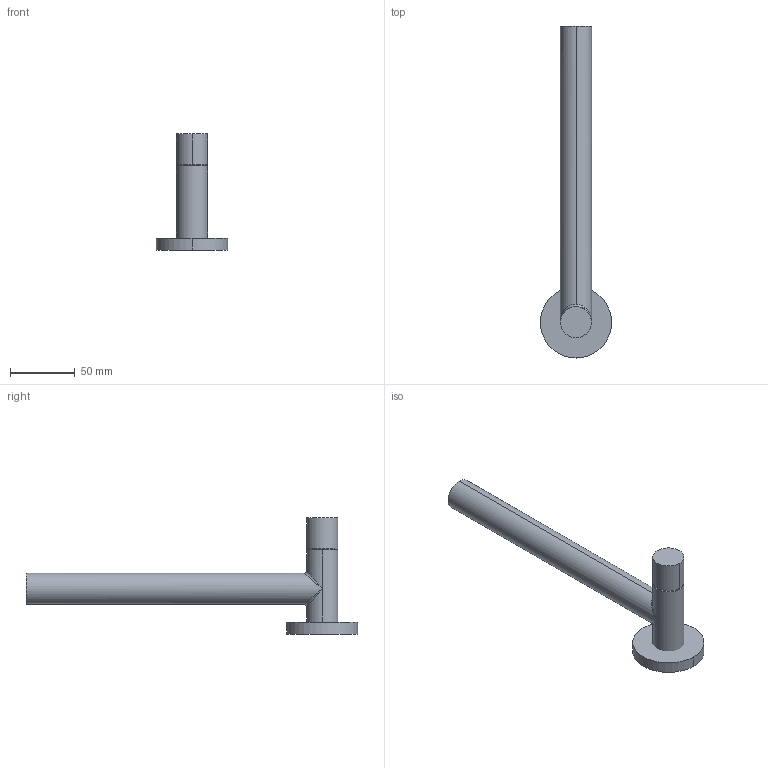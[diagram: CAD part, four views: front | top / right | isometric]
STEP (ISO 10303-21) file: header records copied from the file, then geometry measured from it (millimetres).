
FILE_DESCRIPTION (( 'STEP AP203' ), '1' );
FILE_NAME ('22901979-00.STEP', '2018-07-03T14:22:22', ( '' ), ( '' ), 'SwSTEP 2.0', 'SolidWorks 2017', '' );
FILE_SCHEMA (( 'CONFIG_CONTROL_DESIGN' ));
Length unit declared in the file: millimetre
Products named in the file (4): Planungsmodell_Rohr_gerade-+-28.568.780-10_ _K3_55x9; 22901979-00; Planungsmodell_Griff-+-22.901.780-02_ _K1_24x23,8x20,2x0,9; Planungsmodell_T-Stueck-+-22.901.780-01_ _K1_24x228,5_24x35x30
Assembly tree (3 placements, depth 2):
  22901979-00
    Planungsmodell_T-Stueck-+-22.901.780-01_ _K1_24x228,5_24x35x30
    Planungsmodell_Griff-+-22.901.780-02_ _K1_24x23,8x20,2x0,9
    Planungsmodell_Rohr_gerade-+-28.568.780-10_ _K3_55x9
Bounding box: 55 x 256 x 89.7 mm (x, y, z)
Volume: 160631.7 mm3; surface area: 31374.2 mm2
Topology: 3 solids, 3 shells, 21 faces, 40 edges, 22 vertices
Faces by surface type: cylinder 11, plane 8, bspline 2
Entity records: 1108 total; most frequent: CARTESIAN_POINT 305, DIRECTION 98, ORIENTED_EDGE 72, AXIS2_PLACEMENT_3D 43, EDGE_CURVE 36, PERSON_AND_ORGANIZATION 35, DATE_AND_TIME 26, CALENDAR_DATE 26
